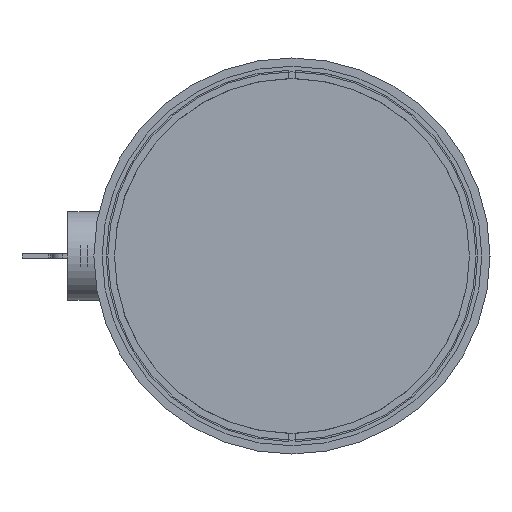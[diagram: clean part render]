
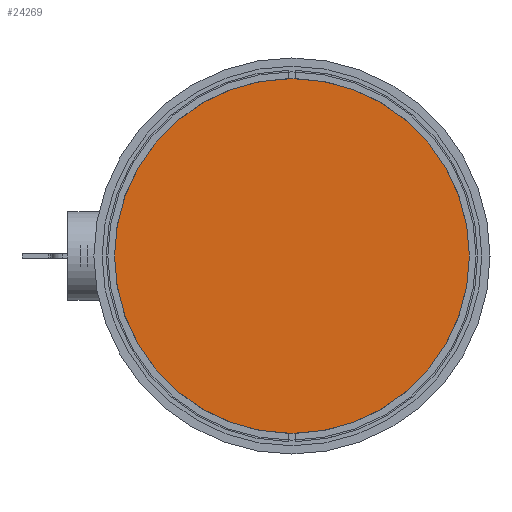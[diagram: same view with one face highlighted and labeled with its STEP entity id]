
A CAD part, left-side view. The second image highlights one B-rep face of the part: STEP entity #24269.
In plain terms, the highlighted planar face has unit normal (-1, 0, 0).
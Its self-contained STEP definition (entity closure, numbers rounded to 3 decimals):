
#338 = VERTEX_POINT ( 'NONE', #18551 ) ;
#1108 = AXIS2_PLACEMENT_3D ( 'NONE', #5402, #11864, #9403 ) ;
#1651 = EDGE_CURVE ( 'NONE', #338, #1790, #2422, .T. ) ;
#1790 = VERTEX_POINT ( 'NONE', #10207 ) ;
#1851 = EDGE_LOOP ( 'NONE', ( #11452, #26116 ) ) ;
#2422 = CIRCLE ( 'NONE', #1108, 43.788 ) ;
#2718 = CIRCLE ( 'NONE', #17669, 43.788 ) ;
#4302 = EDGE_CURVE ( 'NONE', #1790, #338, #2718, .T. ) ;
#5402 = CARTESIAN_POINT ( 'NONE',  ( 0., 0., 0. ) ) ;
#6420 = PLANE ( 'NONE',  #25609 ) ;
#9032 = DIRECTION ( 'NONE',  ( 1., 0., 0. ) ) ;
#9403 = DIRECTION ( 'NONE',  ( 0., 0., 1. ) ) ;
#10207 = CARTESIAN_POINT ( 'NONE',  ( 0., 0., 43.788 ) ) ;
#11227 = CARTESIAN_POINT ( 'NONE',  ( 0., 0., 0. ) ) ;
#11396 = DIRECTION ( 'NONE',  ( -1., 0., 0. ) ) ;
#11452 = ORIENTED_EDGE ( 'NONE', *, *, #1651, .T. ) ;
#11864 = DIRECTION ( 'NONE',  ( -1., 0., 0. ) ) ;
#13014 = DIRECTION ( 'NONE',  ( 0., 0., -1. ) ) ;
#13858 = CARTESIAN_POINT ( 'NONE',  ( 0., 0., 0. ) ) ;
#17669 = AXIS2_PLACEMENT_3D ( 'NONE', #13858, #11396, #19772 ) ;
#18551 = CARTESIAN_POINT ( 'NONE',  ( 0., 0., -43.788 ) ) ;
#19478 = FACE_OUTER_BOUND ( 'NONE', #1851, .T. ) ;
#19772 = DIRECTION ( 'NONE',  ( 0., 0., 1. ) ) ;
#24269 = ADVANCED_FACE ( 'NONE', ( #19478 ), #6420, .F. ) ;
#25609 = AXIS2_PLACEMENT_3D ( 'NONE', #11227, #9032, #13014 ) ;
#26116 = ORIENTED_EDGE ( 'NONE', *, *, #4302, .T. ) ;
